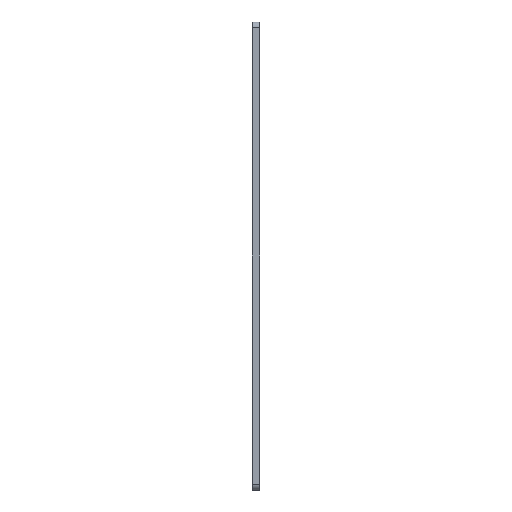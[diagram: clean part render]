
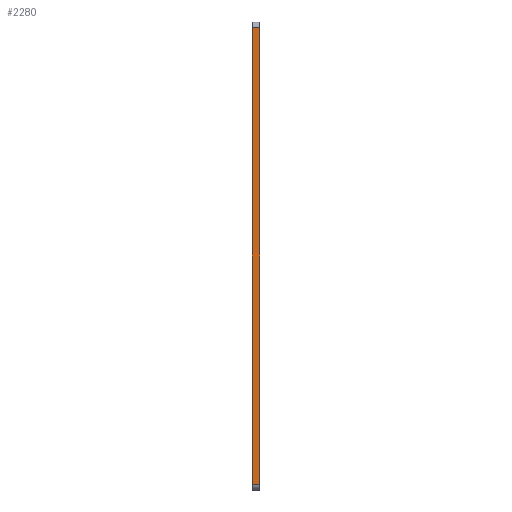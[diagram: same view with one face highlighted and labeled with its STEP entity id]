
A CAD part, left-side view. The second image highlights one B-rep face of the part: STEP entity #2280.
In plain terms, the highlighted planar face has unit normal (-1, 0, 0).
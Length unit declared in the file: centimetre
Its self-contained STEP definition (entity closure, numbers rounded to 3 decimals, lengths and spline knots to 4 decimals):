
#34=LINE('',#3916,#66);
#35=LINE('',#3918,#67);
#36=LINE('',#3920,#68);
#37=LINE('',#3921,#69);
#66=VECTOR('',#3314,1.);
#67=VECTOR('',#3315,1.);
#68=VECTOR('',#3316,1.);
#69=VECTOR('',#3317,1.);
#116=PLANE('',#2620);
#508=FACE_OUTER_BOUND('',#774,.T.);
#774=EDGE_LOOP('',(#1854,#1855,#1856,#1857));
#1322=VERTEX_POINT('',#3914);
#1323=VERTEX_POINT('',#3915);
#1324=VERTEX_POINT('',#3917);
#1325=VERTEX_POINT('',#3919);
#1550=EDGE_CURVE('',#1322,#1323,#34,.T.);
#1551=EDGE_CURVE('',#1323,#1324,#35,.T.);
#1552=EDGE_CURVE('',#1325,#1324,#36,.T.);
#1553=EDGE_CURVE('',#1322,#1325,#37,.T.);
#1854=ORIENTED_EDGE('',*,*,#1550,.T.);
#1855=ORIENTED_EDGE('',*,*,#1551,.T.);
#1856=ORIENTED_EDGE('',*,*,#1552,.F.);
#1857=ORIENTED_EDGE('',*,*,#1553,.F.);
#2280=ADVANCED_FACE('',(#508),#116,.T.);
#2620=AXIS2_PLACEMENT_3D('',#3913,#3312,#3313);
#3312=DIRECTION('center_axis',(-1.,0.,0.));
#3313=DIRECTION('ref_axis',(0.,0.,1.));
#3314=DIRECTION('',(0.,0.,1.));
#3315=DIRECTION('',(0.,1.,0.));
#3316=DIRECTION('',(0.,0.,1.));
#3317=DIRECTION('',(0.,1.,0.));
#3913=CARTESIAN_POINT('Origin',(0.,0.,-41.4099));
#3914=CARTESIAN_POINT('',(0.,0.,-41.4099));
#3915=CARTESIAN_POINT('',(0.,0.,-0.5));
#3916=CARTESIAN_POINT('',(0.,0.,-41.4099));
#3917=CARTESIAN_POINT('',(0.,0.635,-0.5));
#3918=CARTESIAN_POINT('',(0.,0.,-0.5));
#3919=CARTESIAN_POINT('',(0.,0.635,-41.4099));
#3920=CARTESIAN_POINT('',(0.,0.635,-41.4099));
#3921=CARTESIAN_POINT('',(0.,0.,-41.4099));
